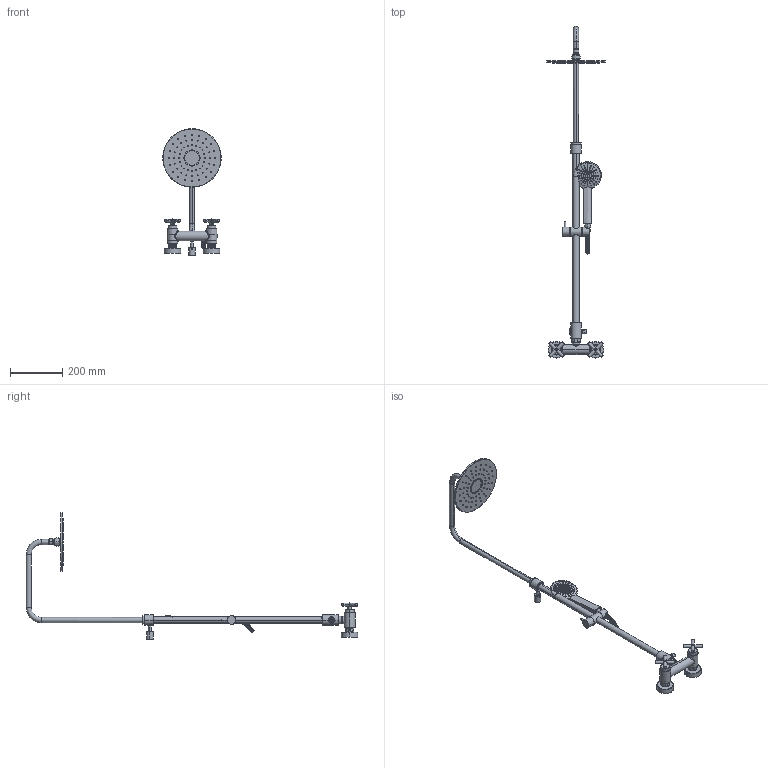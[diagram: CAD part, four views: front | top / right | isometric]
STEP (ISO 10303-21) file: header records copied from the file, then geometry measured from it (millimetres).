
FILE_DESCRIPTION((''),'2;1');
FILE_NAME('ZCOL600CR','2021-05-04T17:19:13',('ut3'),('PAFFONI SpA'),'CREO PARAMETRIC BY PTC INC, 2020044','CREO PARAMETRIC BY PTC INC, 2020044','');
FILE_SCHEMA(('CONFIG_CONTROL_DESIGN','SHAPE_APPEARANCE_LAYERS_GROUPS'));
Products named in the file (1): ZCOL600CR
Bounding box: 225 x 1275.75 x 486.5 mm (x, y, z)
Volume: 1067756.6 mm3; surface area: 510878.5 mm2
Topology: 6 solids, 6 shells, 2238 faces, 5477 edges, 3483 vertices
Faces by surface type: cylinder 793, plane 767, cone 353, bspline 117, torus 107, sphere 101
Entity records: 149177 total; most frequent: CARTESIAN_POINT 81381, ORIENTED_EDGE 10912, DIRECTION 10281, EDGE_CURVE 5456, AXIS2_PLACEMENT_3D 4173, VERTEX_POINT 3482, EDGE_LOOP 2688, FILL_AREA_STYLE_COLOUR 2347
